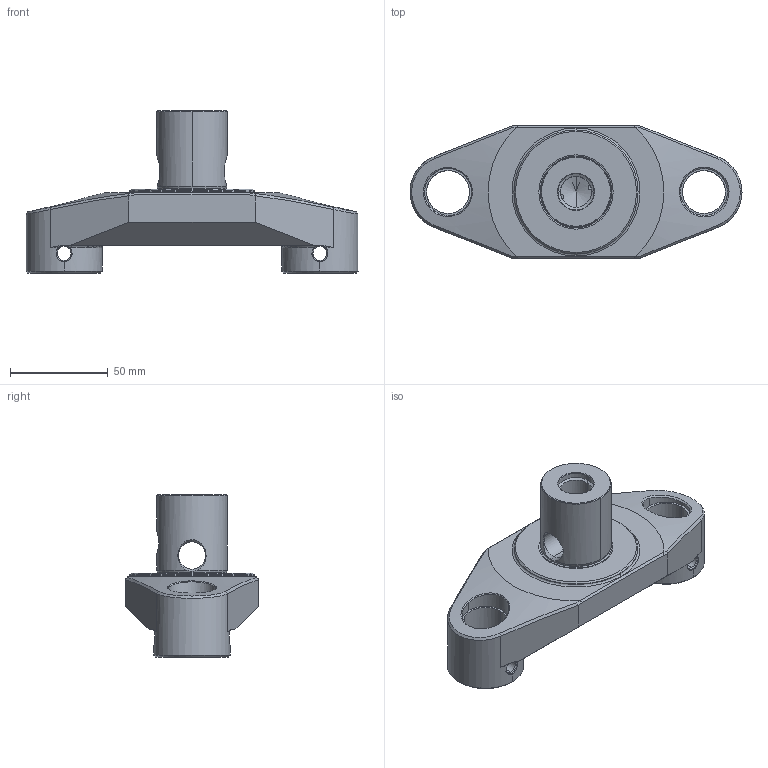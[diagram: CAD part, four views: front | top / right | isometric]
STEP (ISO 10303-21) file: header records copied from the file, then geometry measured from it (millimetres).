
FILE_DESCRIPTION(('no description'),'unknown implementation level');
FILE_NAME('5E7B3B95-7C9C-4F9A-A6D9-5EF5BA4107D4_export.stp',' ',('CIMSOURCE GmbH'),('CADClick - KiM GmbH - www.kimweb.de'),'unknown preprocess','ACIS','unknown authorization');
FILE_SCHEMA(('automotive_design'));
Length unit declared in the file: millimetre
Products named in the file (1): NONE
Bounding box: 170 x 68 x 83 mm (x, y, z)
Volume: 253445.2 mm3; surface area: 43246 mm2
Topology: 1 solids, 1 shells, 202 faces, 531 edges, 325 vertices
Faces by surface type: cylinder 68, cone 62, plane 46, bspline 14, torus 12
Entity records: 15594 total; most frequent: CARTESIAN_POINT 4839, ORIENTED_EDGE 1058, STYLED_ITEM 1057, PRESENTATION_STYLE_ASSIGNMENT 1057, COLOUR_RGB 1057, DIRECTION 977, EDGE_CURVE 529, CURVE_STYLE 529
